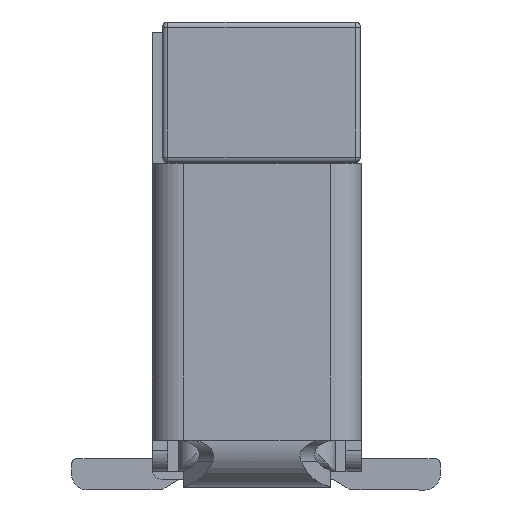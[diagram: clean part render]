
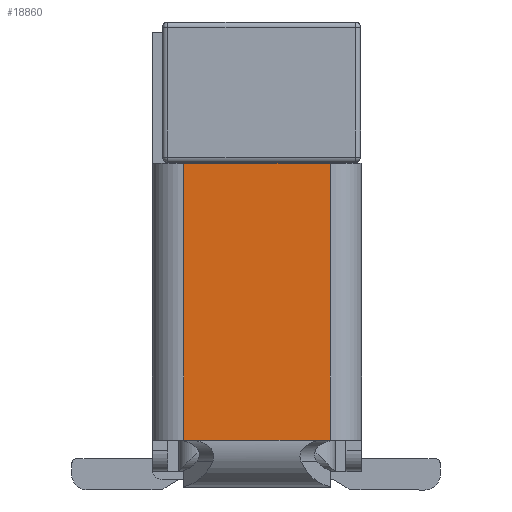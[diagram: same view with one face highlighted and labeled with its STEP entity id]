
A CAD part, left-side view. The second image highlights one B-rep face of the part: STEP entity #18860.
In plain terms, the highlighted planar face has unit normal (-1, 0, 0).
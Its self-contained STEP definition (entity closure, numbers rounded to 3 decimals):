
#342=FACE_OUTER_BOUND('',#1325,.T.);
#1325=EDGE_LOOP('',(#12570,#12571,#12572,#12573,#12574,#12575));
#2650=LINE('',#26626,#5153);
#2653=LINE('',#26638,#5156);
#2664=LINE('',#26688,#5167);
#2668=LINE('',#26744,#5171);
#2669=LINE('',#26745,#5172);
#2670=LINE('',#26746,#5173);
#5153=VECTOR('',#21393,1.);
#5156=VECTOR('',#21404,1.);
#5167=VECTOR('',#21435,1.);
#5171=VECTOR('',#21451,1.);
#5172=VECTOR('',#21452,1.);
#5173=VECTOR('',#21453,1.);
#7659=VERTEX_POINT('',#26623);
#7660=VERTEX_POINT('',#26625);
#7662=VERTEX_POINT('',#26631);
#7665=VERTEX_POINT('',#26636);
#7679=VERTEX_POINT('',#26672);
#7680=VERTEX_POINT('',#26687);
#9576=EDGE_CURVE('',#7659,#7660,#2650,.T.);
#9582=EDGE_CURVE('',#7662,#7665,#2653,.T.);
#9600=EDGE_CURVE('',#7679,#7680,#2664,.T.);
#9610=EDGE_CURVE('',#7662,#7679,#2668,.T.);
#9611=EDGE_CURVE('',#7660,#7665,#2669,.T.);
#9612=EDGE_CURVE('',#7659,#7680,#2670,.T.);
#12570=ORIENTED_EDGE('',*,*,#9610,.F.);
#12571=ORIENTED_EDGE('',*,*,#9582,.T.);
#12572=ORIENTED_EDGE('',*,*,#9611,.F.);
#12573=ORIENTED_EDGE('',*,*,#9576,.F.);
#12574=ORIENTED_EDGE('',*,*,#9612,.T.);
#12575=ORIENTED_EDGE('',*,*,#9600,.F.);
#18037=PLANE('',#19929);
#18860=ADVANCED_FACE('',(#342),#18037,.F.);
#19929=AXIS2_PLACEMENT_3D('',#26743,#21449,#21450);
#21393=DIRECTION('',(0.,0.,1.));
#21404=DIRECTION('',(0.,0.,1.));
#21435=DIRECTION('',(0.,1.,0.));
#21449=DIRECTION('center_axis',(1.,0.,0.));
#21450=DIRECTION('ref_axis',(0.,0.,-1.));
#21451=DIRECTION('',(0.,1.,0.));
#21452=DIRECTION('',(0.,-1.,0.));
#21453=DIRECTION('',(0.,-1.,0.));
#26623=CARTESIAN_POINT('',(-7.25,0.691,0.476));
#26625=CARTESIAN_POINT('',(-7.25,0.691,3.116));
#26626=CARTESIAN_POINT('',(-7.25,0.691,-2.515));
#26631=CARTESIAN_POINT('',(-7.25,-0.709,0.476));
#26636=CARTESIAN_POINT('',(-7.25,-0.709,3.116));
#26638=CARTESIAN_POINT('',(-7.25,-0.709,-2.515));
#26672=CARTESIAN_POINT('',(-7.25,-0.651,0.476));
#26687=CARTESIAN_POINT('',(-7.25,0.634,0.476));
#26688=CARTESIAN_POINT('',(-7.25,-0.709,0.476));
#26743=CARTESIAN_POINT('Origin',(-7.25,0.991,-2.515));
#26744=CARTESIAN_POINT('',(-7.25,-0.709,0.476));
#26745=CARTESIAN_POINT('',(-7.25,0.991,3.116));
#26746=CARTESIAN_POINT('',(-7.25,0.991,0.476));
